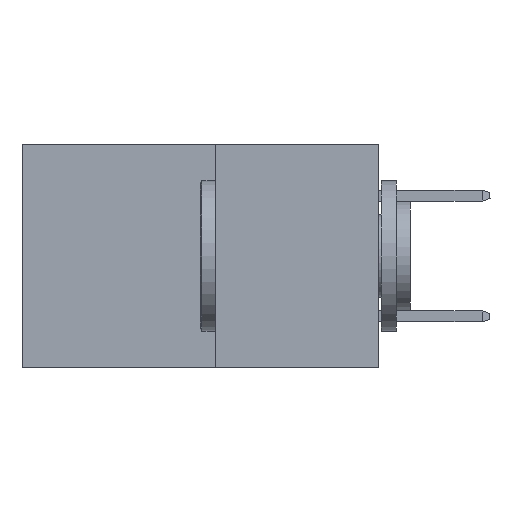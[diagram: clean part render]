
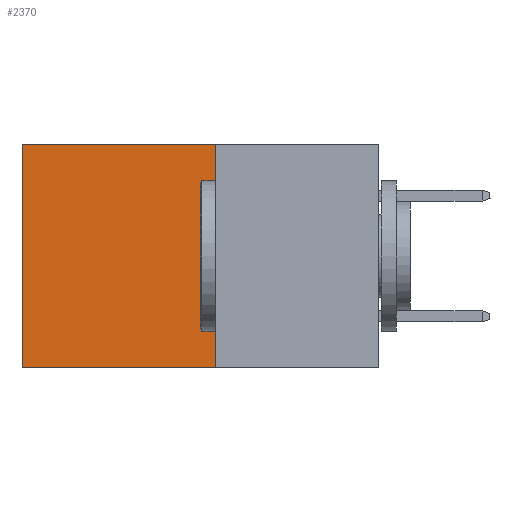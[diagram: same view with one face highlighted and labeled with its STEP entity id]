
A CAD part, left-side view. The second image highlights one B-rep face of the part: STEP entity #2370.
In plain terms, the highlighted planar face has unit normal (-1, 0, 0).
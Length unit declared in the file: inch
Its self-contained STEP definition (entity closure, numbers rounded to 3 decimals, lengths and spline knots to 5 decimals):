
#66 = ORIENTED_EDGE ( 'NONE', *, *, #4654, .T. ) ;
#90 = ORIENTED_EDGE ( 'NONE', *, *, #8144, .F. ) ;
#162 = ORIENTED_EDGE ( 'NONE', *, *, #2684, .F. ) ;
#176 = ORIENTED_EDGE ( 'NONE', *, *, #2797, .T. ) ;
#322 = EDGE_LOOP ( 'NONE', ( #66, #90, #162, #176 ) ) ;
#903 = CARTESIAN_POINT ( 'NONE',  ( 0.277, 0.59, 0. ) ) ;
#1041 = VERTEX_POINT ( 'NONE', #2036 ) ;
#2036 = CARTESIAN_POINT ( 'NONE',  ( 0.277, 0.59, -0.37 ) ) ;
#2164 = VERTEX_POINT ( 'NONE', #903 ) ;
#2370 = ADVANCED_FACE ( 'NONE', ( #3267 ), #4198, .F. ) ;
#2684 = EDGE_CURVE ( 'NONE', #8554, #4583, #8253, .T. ) ;
#2740 = CARTESIAN_POINT ( 'NONE',  ( 0.277, 0.27, -0.37 ) ) ;
#2772 = CARTESIAN_POINT ( 'NONE',  ( 0.277, 0.27, 0. ) ) ;
#2797 = EDGE_CURVE ( 'NONE', #8554, #2164, #6244, .T. ) ;
#2810 = VECTOR ( 'NONE', #7430, 39.37008 ) ;
#2954 = VECTOR ( 'NONE', #6428, 39.37008 ) ;
#3267 = FACE_OUTER_BOUND ( 'NONE', #322, .T. ) ;
#4094 = CARTESIAN_POINT ( 'NONE',  ( 0.277, 0.59, -0.37 ) ) ;
#4139 = CARTESIAN_POINT ( 'NONE',  ( 0.277, 0.27, -0.37 ) ) ;
#4198 = PLANE ( 'NONE',  #5551 ) ;
#4583 = VERTEX_POINT ( 'NONE', #6043 ) ;
#4654 = EDGE_CURVE ( 'NONE', #2164, #1041, #8323, .T. ) ;
#5551 = AXIS2_PLACEMENT_3D ( 'NONE', #4139, #8088, #8250 ) ;
#5997 = DIRECTION ( 'NONE',  ( 0., 1., 0. ) ) ;
#6043 = CARTESIAN_POINT ( 'NONE',  ( 0.277, 0.27, -0.37 ) ) ;
#6244 = LINE ( 'NONE', #2772, #7616 ) ;
#6428 = DIRECTION ( 'NONE',  ( 0., 0., -1. ) ) ;
#6799 = VECTOR ( 'NONE', #5997, 39.37008 ) ;
#6989 = DIRECTION ( 'NONE',  ( 0., 1., 0. ) ) ;
#7030 = LINE ( 'NONE', #2740, #6799 ) ;
#7366 = CARTESIAN_POINT ( 'NONE',  ( 0.277, 0.27, -0.37 ) ) ;
#7430 = DIRECTION ( 'NONE',  ( 0., 0., -1. ) ) ;
#7616 = VECTOR ( 'NONE', #6989, 39.37008 ) ;
#8088 = DIRECTION ( 'NONE',  ( 1., 0., 0. ) ) ;
#8144 = EDGE_CURVE ( 'NONE', #4583, #1041, #7030, .T. ) ;
#8250 = DIRECTION ( 'NONE',  ( 0., 0., -1. ) ) ;
#8253 = LINE ( 'NONE', #7366, #2954 ) ;
#8323 = LINE ( 'NONE', #4094, #2810 ) ;
#8338 = CARTESIAN_POINT ( 'NONE',  ( 0.277, 0.27, 0. ) ) ;
#8554 = VERTEX_POINT ( 'NONE', #8338 ) ;
